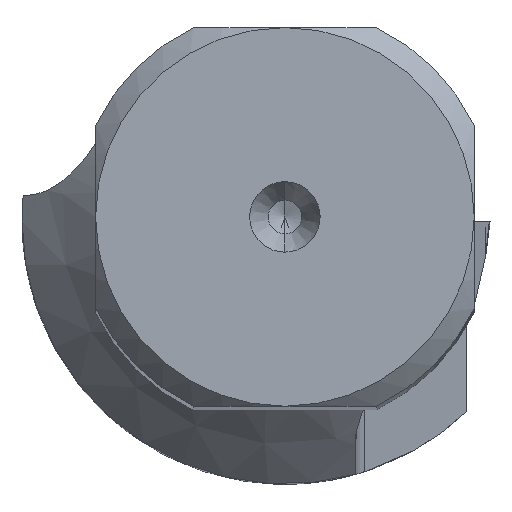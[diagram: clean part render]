
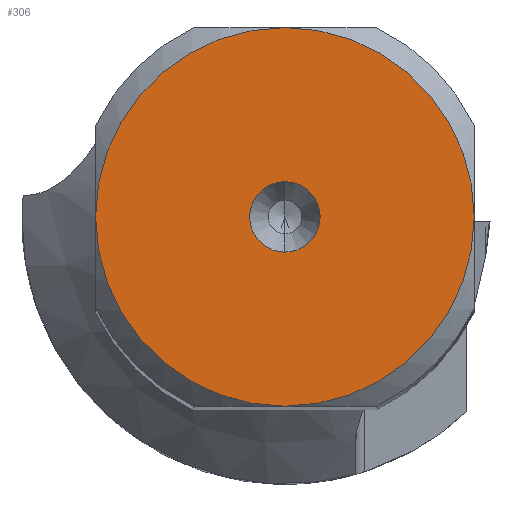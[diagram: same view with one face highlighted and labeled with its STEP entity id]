
A CAD part, top view. The second image highlights one B-rep face of the part: STEP entity #306.
In plain terms, the highlighted planar face has unit normal (0, 0, 1).
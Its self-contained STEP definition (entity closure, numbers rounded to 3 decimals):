
#306=ADVANCED_FACE('',(#434,#435),#402,.T.);
#402=PLANE('',#2105);
#434=FACE_BOUND('',#460,.T.);
#435=FACE_BOUND('',#461,.T.);
#460=EDGE_LOOP('',(#634,#635,#636,#637));
#461=EDGE_LOOP('',(#638,#639));
#634=ORIENTED_EDGE('',*,*,#1357,.F.);
#635=ORIENTED_EDGE('',*,*,#1358,.F.);
#636=ORIENTED_EDGE('',*,*,#1359,.F.);
#637=ORIENTED_EDGE('',*,*,#1360,.F.);
#638=ORIENTED_EDGE('',*,*,#1361,.F.);
#639=ORIENTED_EDGE('',*,*,#1362,.F.);
#1154=VERTEX_POINT('',#2966);
#1155=VERTEX_POINT('',#2967);
#1156=VERTEX_POINT('',#2969);
#1157=VERTEX_POINT('',#2971);
#1158=VERTEX_POINT('',#2974);
#1159=VERTEX_POINT('',#2975);
#1357=EDGE_CURVE('',#1154,#1155,#1627,.T.);
#1358=EDGE_CURVE('',#1156,#1154,#1628,.T.);
#1359=EDGE_CURVE('',#1157,#1156,#1629,.T.);
#1360=EDGE_CURVE('',#1155,#1157,#1630,.T.);
#1361=EDGE_CURVE('',#1158,#1159,#1631,.T.);
#1362=EDGE_CURVE('',#1159,#1158,#1632,.T.);
#1627=CIRCLE('',#2099,9.);
#1628=CIRCLE('',#2100,9.);
#1629=CIRCLE('',#2101,9.);
#1630=CIRCLE('',#2102,9.);
#1631=CIRCLE('',#2103,1.675);
#1632=CIRCLE('',#2104,1.675);
#2099=AXIS2_PLACEMENT_3D('',#2965,#2404,#2405);
#2100=AXIS2_PLACEMENT_3D('',#2968,#2406,#2407);
#2101=AXIS2_PLACEMENT_3D('',#2970,#2408,#2409);
#2102=AXIS2_PLACEMENT_3D('',#2972,#2410,#2411);
#2103=AXIS2_PLACEMENT_3D('',#2973,#2412,#2413);
#2104=AXIS2_PLACEMENT_3D('',#2976,#2414,#2415);
#2105=AXIS2_PLACEMENT_3D('',#2977,#2416,#2417);
#2404=DIRECTION('',(0.,0.,-1.));
#2405=DIRECTION('',(-1.,0.,0.));
#2406=DIRECTION('',(0.,0.,-1.));
#2407=DIRECTION('',(0.,-1.,0.));
#2408=DIRECTION('',(0.,0.,-1.));
#2409=DIRECTION('',(1.,0.,0.));
#2410=DIRECTION('',(0.,0.,-1.));
#2411=DIRECTION('',(0.,1.,0.));
#2412=DIRECTION('',(0.,0.,1.));
#2413=DIRECTION('',(0.,-1.,0.));
#2414=DIRECTION('',(0.,0.,1.));
#2415=DIRECTION('',(0.,1.,0.));
#2416=DIRECTION('',(0.,0.,1.));
#2417=DIRECTION('',(-1.,0.,0.));
#2965=CARTESIAN_POINT('',(0.,0.,0.));
#2966=CARTESIAN_POINT('',(-9.,0.,0.));
#2967=CARTESIAN_POINT('',(0.,9.,0.));
#2968=CARTESIAN_POINT('',(0.,0.,0.));
#2969=CARTESIAN_POINT('',(0.,-9.,0.));
#2970=CARTESIAN_POINT('',(0.,0.,0.));
#2971=CARTESIAN_POINT('',(9.,0.,0.));
#2972=CARTESIAN_POINT('',(0.,0.,0.));
#2973=CARTESIAN_POINT('',(0.,0.,0.));
#2974=CARTESIAN_POINT('',(0.,-1.675,0.));
#2975=CARTESIAN_POINT('',(0.,1.675,0.));
#2976=CARTESIAN_POINT('',(0.,0.,0.));
#2977=CARTESIAN_POINT('',(0.,0.,0.));
